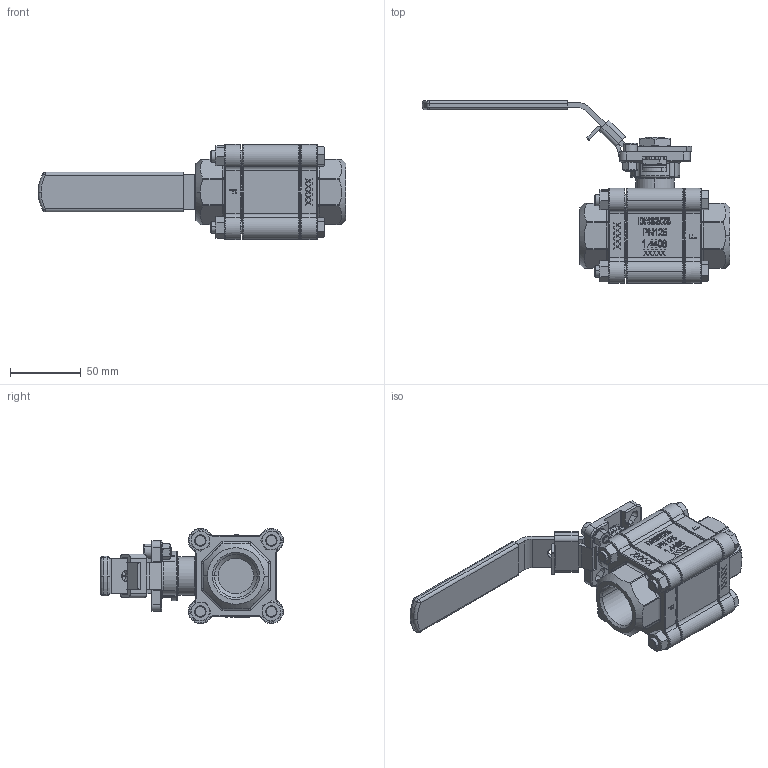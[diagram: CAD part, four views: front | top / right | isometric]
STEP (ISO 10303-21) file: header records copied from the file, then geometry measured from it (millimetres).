
FILE_DESCRIPTION (( 'STEP AP214' ), '1' );
FILE_NAME ('2415D.STEP', '2025-07-22T12:30:31', ( '' ), ( '' ), 'SwSTEP 2.0', 'SolidWorks 2023', '' );
FILE_SCHEMA (( 'AUTOMOTIVE_DESIGN' ));
Length unit declared in the file: millimetre
Products named in the file (1): 2415D
Bounding box: 217.45 x 129.21 x 67.2 mm (x, y, z)
Volume: 328639.8 mm3; surface area: 102240.5 mm2
Topology: 17 solids, 17 shells, 1409 faces, 3888 edges, 2566 vertices
Faces by surface type: plane 490, cylinder 383, cone 185, torus 181, bspline 166, sphere 4
Entity records: 56620 total; most frequent: CARTESIAN_POINT 21840, ORIENTED_EDGE 7668, DIRECTION 6618, EDGE_CURVE 3834, VERTEX_POINT 2566, AXIS2_PLACEMENT_3D 2443, LINE 1732, VECTOR 1732
